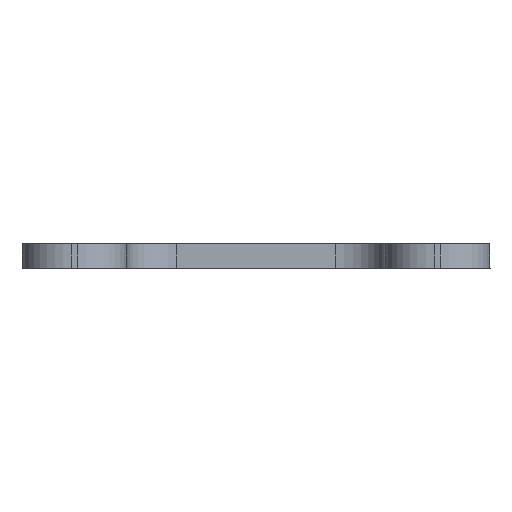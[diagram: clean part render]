
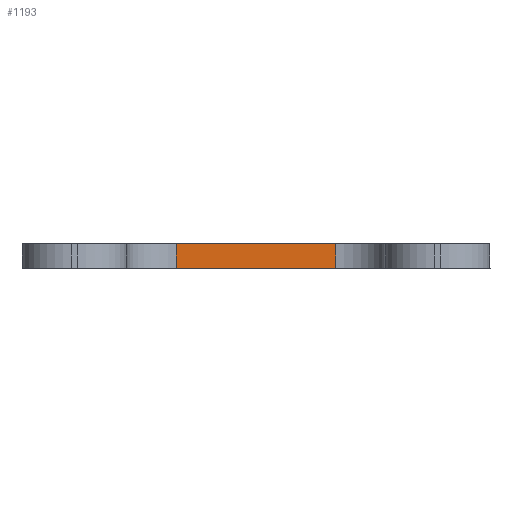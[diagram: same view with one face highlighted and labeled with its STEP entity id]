
A CAD part, front view. The second image highlights one B-rep face of the part: STEP entity #1193.
In plain terms, the highlighted planar face has unit normal (0, -1, 0).
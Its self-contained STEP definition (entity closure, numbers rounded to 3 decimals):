
#67=PLANE('',#1300);
#140=FACE_OUTER_BOUND('',#200,.T.);
#200=EDGE_LOOP('',(#933,#934,#935,#936));
#291=LINE('',#1930,#397);
#311=LINE('',#1988,#417);
#312=LINE('',#1990,#418);
#313=LINE('',#1991,#419);
#397=VECTOR('',#1477,10.);
#417=VECTOR('',#1537,10.);
#418=VECTOR('',#1538,10.);
#419=VECTOR('',#1539,10.);
#577=VERTEX_POINT('',#1926);
#578=VERTEX_POINT('',#1928);
#596=VERTEX_POINT('',#1987);
#597=VERTEX_POINT('',#1989);
#706=EDGE_CURVE('',#577,#578,#291,.T.);
#735=EDGE_CURVE('',#578,#596,#311,.T.);
#736=EDGE_CURVE('',#597,#596,#312,.T.);
#737=EDGE_CURVE('',#597,#577,#313,.T.);
#933=ORIENTED_EDGE('',*,*,#735,.T.);
#934=ORIENTED_EDGE('',*,*,#736,.F.);
#935=ORIENTED_EDGE('',*,*,#737,.T.);
#936=ORIENTED_EDGE('',*,*,#706,.T.);
#1193=ADVANCED_FACE('',(#140),#67,.F.);
#1300=AXIS2_PLACEMENT_3D('',#1986,#1535,#1536);
#1477=DIRECTION('',(0.,0.,-1.));
#1535=DIRECTION('center_axis',(0.,1.,0.));
#1536=DIRECTION('ref_axis',(1.,0.,0.));
#1537=DIRECTION('',(1.,0.,0.));
#1538=DIRECTION('',(0.,0.,-1.));
#1539=DIRECTION('',(-1.,0.,0.));
#1926=CARTESIAN_POINT('',(-6.5,-33.,27.));
#1928=CARTESIAN_POINT('',(-6.5,-33.,25.));
#1930=CARTESIAN_POINT('',(-6.5,-33.,27.));
#1986=CARTESIAN_POINT('Origin',(-10.5,-33.,27.));
#1987=CARTESIAN_POINT('',(6.5,-33.,25.));
#1988=CARTESIAN_POINT('',(11.85,-33.,25.));
#1989=CARTESIAN_POINT('',(6.5,-33.,27.));
#1990=CARTESIAN_POINT('',(6.5,-33.,27.));
#1991=CARTESIAN_POINT('',(11.85,-33.,27.));
